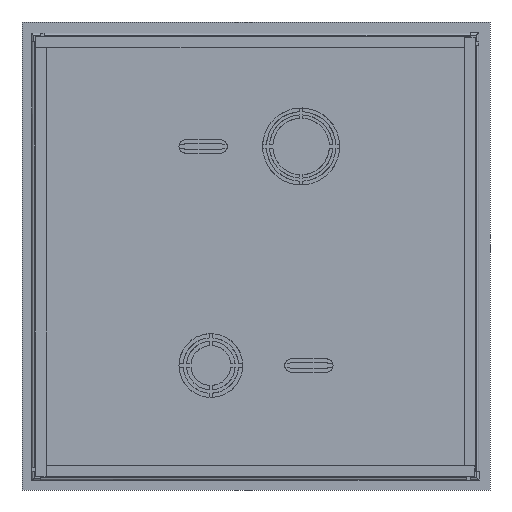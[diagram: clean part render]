
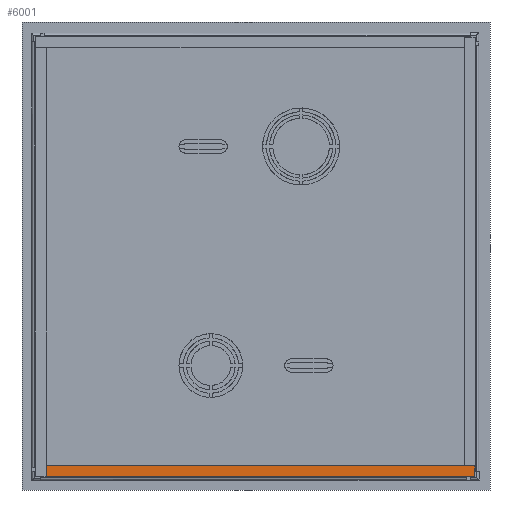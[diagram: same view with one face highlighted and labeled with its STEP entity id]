
A CAD part, front view. The second image highlights one B-rep face of the part: STEP entity #6001.
In plain terms, the highlighted planar face has unit normal (0, -1, 0).
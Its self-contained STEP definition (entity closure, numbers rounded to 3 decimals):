
#163 = PLANE ( 'NONE',  #2350 ) ;
#679 = CARTESIAN_POINT ( 'NONE',  ( -98.15, -33.5, 2.3 ) ) ;
#914 = VERTEX_POINT ( 'NONE', #12547 ) ;
#1386 = EDGE_CURVE ( 'NONE', #1448, #914, #13075, .T. ) ;
#1448 = VERTEX_POINT ( 'NONE', #3745 ) ;
#1531 = DIRECTION ( 'NONE',  ( 1., 0., 0. ) ) ;
#2350 = AXIS2_PLACEMENT_3D ( 'NONE', #8798, #10040, #2624 ) ;
#2624 = DIRECTION ( 'NONE',  ( 0., 0., 1. ) ) ;
#2651 = FACE_OUTER_BOUND ( 'NONE', #5283, .T. ) ;
#2871 = CARTESIAN_POINT ( 'NONE',  ( 95.65, -33.5, -5.702 ) ) ;
#3145 = EDGE_CURVE ( 'NONE', #914, #10682, #5830, .T. ) ;
#3167 = VECTOR ( 'NONE', #4879, 1000. ) ;
#3745 = CARTESIAN_POINT ( 'NONE',  ( -98.15, -33.5, 2.3 ) ) ;
#4123 = DIRECTION ( 'NONE',  ( 0., 0., 1. ) ) ;
#4422 = LINE ( 'NONE', #679, #10235 ) ;
#4684 = LINE ( 'NONE', #2871, #10909 ) ;
#4879 = DIRECTION ( 'NONE',  ( 0., 0., -1. ) ) ;
#4931 = ORIENTED_EDGE ( 'NONE', *, *, #14549, .T. ) ;
#5229 = ORIENTED_EDGE ( 'NONE', *, *, #3145, .T. ) ;
#5283 = EDGE_LOOP ( 'NONE', ( #5229, #4931, #14980, #11808 ) ) ;
#5830 = LINE ( 'NONE', #8935, #12444 ) ;
#6001 = ADVANCED_FACE ( 'NONE', ( #2651 ), #163, .F. ) ;
#8798 = CARTESIAN_POINT ( 'NONE',  ( -98.15, -33.5, 2.3 ) ) ;
#8935 = CARTESIAN_POINT ( 'NONE',  ( -98.15, -33.5, -2.5 ) ) ;
#9199 = VERTEX_POINT ( 'NONE', #9337 ) ;
#9337 = CARTESIAN_POINT ( 'NONE',  ( 95.65, -33.5, 2.3 ) ) ;
#9793 = EDGE_CURVE ( 'NONE', #1448, #9199, #4422, .T. ) ;
#10040 = DIRECTION ( 'NONE',  ( 0., 1., 0. ) ) ;
#10235 = VECTOR ( 'NONE', #15519, 1000. ) ;
#10682 = VERTEX_POINT ( 'NONE', #13454 ) ;
#10909 = VECTOR ( 'NONE', #4123, 1000. ) ;
#11808 = ORIENTED_EDGE ( 'NONE', *, *, #1386, .T. ) ;
#12444 = VECTOR ( 'NONE', #1531, 1000. ) ;
#12547 = CARTESIAN_POINT ( 'NONE',  ( -98.15, -33.5, -2.5 ) ) ;
#13075 = LINE ( 'NONE', #16054, #3167 ) ;
#13454 = CARTESIAN_POINT ( 'NONE',  ( 95.65, -33.5, -2.5 ) ) ;
#14549 = EDGE_CURVE ( 'NONE', #10682, #9199, #4684, .T. ) ;
#14980 = ORIENTED_EDGE ( 'NONE', *, *, #9793, .F. ) ;
#15519 = DIRECTION ( 'NONE',  ( 1., 0., 0. ) ) ;
#16054 = CARTESIAN_POINT ( 'NONE',  ( -98.15, -33.5, 2.3 ) ) ;
